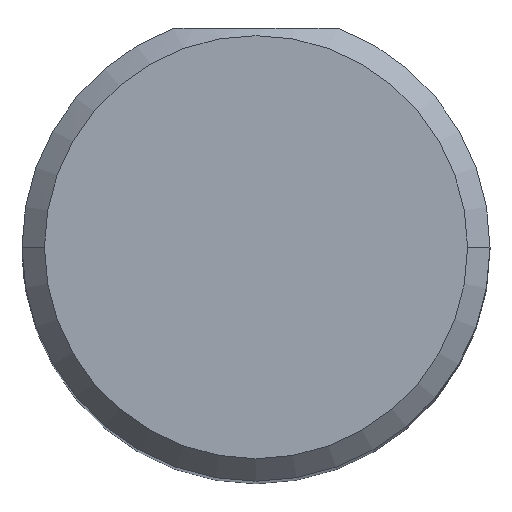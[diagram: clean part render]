
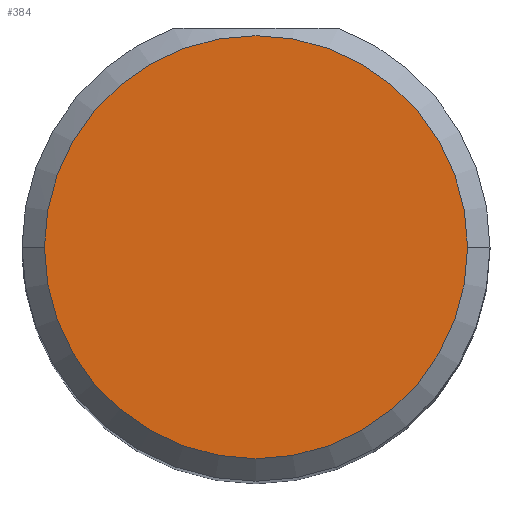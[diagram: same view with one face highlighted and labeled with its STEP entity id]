
A CAD part, top view. The second image highlights one B-rep face of the part: STEP entity #384.
In plain terms, the highlighted planar face has unit normal (0, 0, 1).
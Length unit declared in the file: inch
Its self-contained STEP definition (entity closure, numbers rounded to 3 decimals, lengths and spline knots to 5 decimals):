
#29 = FACE_OUTER_BOUND ( 'NONE', #528, .T. ) ;
#45 = AXIS2_PLACEMENT_3D ( 'NONE', #295, #552, #341 ) ;
#110 = DIRECTION ( 'NONE',  ( -1., 0., 0. ) ) ;
#119 = ORIENTED_EDGE ( 'NONE', *, *, #372, .F. ) ;
#156 = EDGE_CURVE ( 'NONE', #349, #563, #429, .T. ) ;
#213 = CARTESIAN_POINT ( 'NONE',  ( 0.625, 0., 2.5 ) ) ;
#214 = AXIS2_PLACEMENT_3D ( 'NONE', #326, #336, #536 ) ;
#295 = CARTESIAN_POINT ( 'NONE',  ( 0.625, 0., 2.5 ) ) ;
#326 = CARTESIAN_POINT ( 'NONE',  ( 0.625, 0., 2.5 ) ) ;
#336 = DIRECTION ( 'NONE',  ( 0., 0., -1. ) ) ;
#341 = DIRECTION ( 'NONE',  ( -1., 0., 0. ) ) ;
#349 = VERTEX_POINT ( 'NONE', #454 ) ;
#351 = ORIENTED_EDGE ( 'NONE', *, *, #156, .F. ) ;
#372 = EDGE_CURVE ( 'NONE', #563, #349, #481, .T. ) ;
#384 = ADVANCED_FACE ( 'NONE', ( #29 ), #387, .T. ) ;
#387 = PLANE ( 'NONE',  #45 ) ;
#429 = CIRCLE ( 'NONE', #214, 0.14125 ) ;
#454 = CARTESIAN_POINT ( 'NONE',  ( 0.76625, 0., 2.5 ) ) ;
#464 = AXIS2_PLACEMENT_3D ( 'NONE', #213, #499, #110 ) ;
#481 = CIRCLE ( 'NONE', #464, 0.14125 ) ;
#499 = DIRECTION ( 'NONE',  ( 0., 0., -1. ) ) ;
#528 = EDGE_LOOP ( 'NONE', ( #351, #119 ) ) ;
#536 = DIRECTION ( 'NONE',  ( -1., 0., 0. ) ) ;
#552 = DIRECTION ( 'NONE',  ( 0., 0., 1. ) ) ;
#555 = CARTESIAN_POINT ( 'NONE',  ( 0.48375, 0., 2.5 ) ) ;
#563 = VERTEX_POINT ( 'NONE', #555 ) ;
